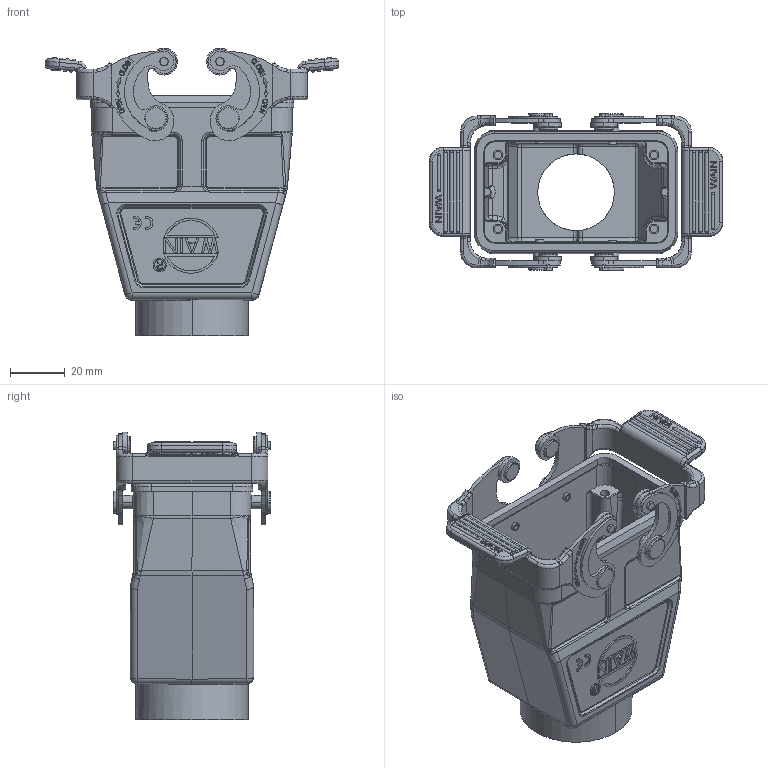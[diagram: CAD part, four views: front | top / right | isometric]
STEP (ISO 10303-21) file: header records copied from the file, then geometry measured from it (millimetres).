
FILE_DESCRIPTION(/* description */ (''),/* implementation_level */ '2;1');
FILE_NAME(/* name */ '3D_1110107415104_H10B-CCTH-2L_SC-M32 WS_V1.1.stp',/* time_stamp */ '2024-02-06T10:21:17+08:00',/* author */ (''),/* organization */ (''),/* preprocessor_version */ 'ST-DEVELOPER v18.1',/* originating_system */ 'SIEMENS PLM Software NX 1980',/* authorisation */ '');
FILE_SCHEMA (('AUTOMOTIVE_DESIGN { 1 0 10303 214 3 1 1 1 }'));
Products named in the file (1): 3D_1110107415104_H10B-CCTH-2L_SC-M32 WS_V1.0_stp
Bounding box: 107.26 x 57.5 x 105.03 mm (x, y, z)
Volume: 84129 mm3; surface area: 50234.2 mm2
Topology: 1 solids, 1 shells, 1907 faces, 5035 edges, 3259 vertices
Faces by surface type: plane 875, cylinder 537, torus 159, cone 99, bspline 89, extrusion 88, sphere 50, revolution 10
Entity records: 67172 total; most frequent: CARTESIAN_POINT 22097, ORIENTED_EDGE 9982, DIRECTION 8379, EDGE_CURVE 4991, VERTEX_POINT 3259, AXIS2_PLACEMENT_3D 2974, VECTOR 2421, LINE 2333
